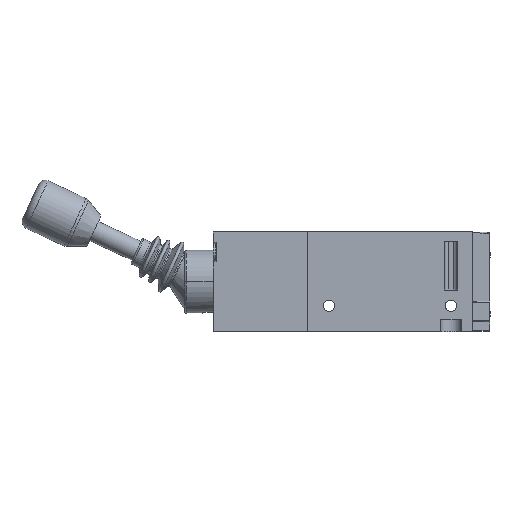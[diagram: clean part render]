
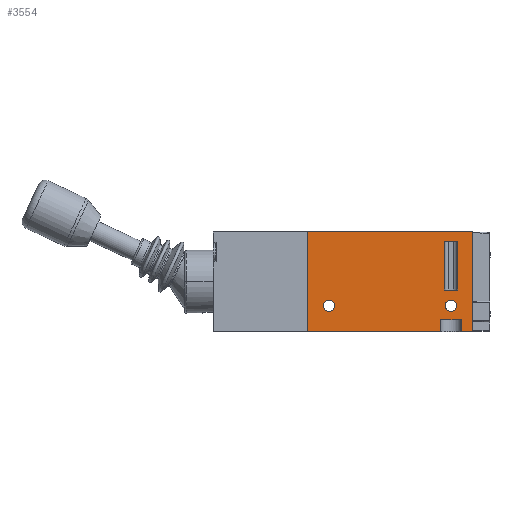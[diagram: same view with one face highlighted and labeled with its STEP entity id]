
A CAD part, left-side view. The second image highlights one B-rep face of the part: STEP entity #3554.
In plain terms, the highlighted face is planar.
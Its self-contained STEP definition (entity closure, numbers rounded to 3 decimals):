
#98 = AXIS2_PLACEMENT_3D ( 'NONE', #1146, #1147, #1148 ) ;
#1145 = PLANE ( 'NONE',  #98 ) ;
#1146 = CARTESIAN_POINT ( 'NONE',  ( 9.2, -14.35, 24.2 ) ) ;
#1147 = DIRECTION ( 'NONE',  ( -1., 0., 0. ) ) ;
#1148 = DIRECTION ( 'NONE',  ( 0., 0., 1. ) ) ;
#1851 = CARTESIAN_POINT ( 'NONE',  ( 9.2, 10.85, 14.5 ) ) ;
#1852 = CARTESIAN_POINT ( 'NONE',  ( 9.2, 2.35, 19.5 ) ) ;
#1853 = CARTESIAN_POINT ( 'NONE',  ( 9.2, 10.85, 20.5 ) ) ;
#1854 = CARTESIAN_POINT ( 'NONE',  ( 9.2, -11.65, 19.5 ) ) ;
#1855 = CARTESIAN_POINT ( 'NONE',  ( 9.2, -11.65, 15.5 ) ) ;
#1857 = CARTESIAN_POINT ( 'NONE',  ( 9.2, 2.35, 15.5 ) ) ;
#1861 = CARTESIAN_POINT ( 'NONE',  ( 9.2, 6.9, -19.15 ) ) ;
#1876 = CARTESIAN_POINT ( 'NONE',  ( 9.2, 6.9, -15.85 ) ) ;
#1979 = CARTESIAN_POINT ( 'NONE',  ( 9.2, 6.9, 15.85 ) ) ;
#2078 = CARTESIAN_POINT ( 'NONE',  ( 9.2, 6.9, 19.15 ) ) ;
#2148 = CARTESIAN_POINT ( 'NONE',  ( 9.2, -14.35, -23.7 ) ) ;
#2232 = CARTESIAN_POINT ( 'NONE',  ( 9.2, -14.35, 23.7 ) ) ;
#3554 = ADVANCED_FACE ( 'NONE', ( #29900, #29902, #29904, #29906 ), #1145, .F. ) ;
#5658 = AXIS2_PLACEMENT_3D ( 'NONE', #18991, #18992, #18993 ) ;
#5659 = AXIS2_PLACEMENT_3D ( 'NONE', #18994, #18995, #18996 ) ;
#6525 = AXIS2_PLACEMENT_3D ( 'NONE', #24794, #24795, #24796 ) ;
#6533 = AXIS2_PLACEMENT_3D ( 'NONE', #24816, #24817, #24818 ) ;
#7358 = VERTEX_POINT ( 'NONE', #1851 ) ;
#7359 = VERTEX_POINT ( 'NONE', #1852 ) ;
#7360 = VERTEX_POINT ( 'NONE', #1853 ) ;
#7361 = VERTEX_POINT ( 'NONE', #1854 ) ;
#7362 = VERTEX_POINT ( 'NONE', #1855 ) ;
#7364 = VERTEX_POINT ( 'NONE', #1857 ) ;
#7368 = VERTEX_POINT ( 'NONE', #1861 ) ;
#7383 = VERTEX_POINT ( 'NONE', #1876 ) ;
#7479 = VERTEX_POINT ( 'NONE', #1979 ) ;
#7533 = VERTEX_POINT ( 'NONE', #2078 ) ;
#7571 = VERTEX_POINT ( 'NONE', #2148 ) ;
#7617 = VERTEX_POINT ( 'NONE', #2232 ) ;
#7697 = VERTEX_POINT ( 'NONE', #17665 ) ;
#7698 = VERTEX_POINT ( 'NONE', #17666 ) ;
#7705 = VERTEX_POINT ( 'NONE', #17673 ) ;
#7706 = VERTEX_POINT ( 'NONE', #17674 ) ;
#12984 = CIRCLE ( 'NONE', #6525, 1.65 ) ;
#12994 = CIRCLE ( 'NONE', #6533, 1.65 ) ;
#14659 = EDGE_CURVE ( 'NONE', #7617, #7571, #30759, .T. ) ;
#14711 = EDGE_CURVE ( 'NONE', #7698, #7706, #30920, .T. ) ;
#14715 = EDGE_CURVE ( 'NONE', #7697, #7705, #30935, .T. ) ;
#14728 = EDGE_CURVE ( 'NONE', #7368, #7383, #30986, .T. ) ;
#14729 = EDGE_CURVE ( 'NONE', #7479, #7533, #30990, .T. ) ;
#14730 = EDGE_CURVE ( 'NONE', #7364, #7359, #30988, .T. ) ;
#14731 = EDGE_CURVE ( 'NONE', #7364, #7362, #30994, .T. ) ;
#14732 = EDGE_CURVE ( 'NONE', #7362, #7361, #30998, .T. ) ;
#14733 = EDGE_CURVE ( 'NONE', #7359, #7361, #31002, .T. ) ;
#14734 = EDGE_CURVE ( 'NONE', #7705, #7571, #31006, .T. ) ;
#14735 = EDGE_CURVE ( 'NONE', #7358, #7697, #31010, .T. ) ;
#14736 = EDGE_CURVE ( 'NONE', #7360, #7358, #31014, .T. ) ;
#14737 = EDGE_CURVE ( 'NONE', #7360, #7706, #31018, .T. ) ;
#14738 = EDGE_CURVE ( 'NONE', #7617, #7698, #31022, .T. ) ;
#16412 = ORIENTED_EDGE ( 'NONE', *, *, #14728, .F. ) ;
#16413 = ORIENTED_EDGE ( 'NONE', *, *, #26104, .F. ) ;
#16414 = ORIENTED_EDGE ( 'NONE', *, *, #14729, .F. ) ;
#16415 = ORIENTED_EDGE ( 'NONE', *, *, #26123, .F. ) ;
#16416 = ORIENTED_EDGE ( 'NONE', *, *, #14730, .F. ) ;
#16417 = ORIENTED_EDGE ( 'NONE', *, *, #14731, .T. ) ;
#16418 = ORIENTED_EDGE ( 'NONE', *, *, #14732, .T. ) ;
#17665 = CARTESIAN_POINT ( 'NONE',  ( 9.2, 14.35, 14.5 ) ) ;
#17666 = CARTESIAN_POINT ( 'NONE',  ( 9.2, 14.35, 23.7 ) ) ;
#17673 = CARTESIAN_POINT ( 'NONE',  ( 9.2, 14.35, -23.7 ) ) ;
#17674 = CARTESIAN_POINT ( 'NONE',  ( 9.2, 14.35, 20.5 ) ) ;
#18691 = CARTESIAN_POINT ( 'NONE',  ( 9.2, -14.35, 24.2 ) ) ;
#18692 = DIRECTION ( 'NONE',  ( 0., 0., -1. ) ) ;
#18953 = CARTESIAN_POINT ( 'NONE',  ( 9.2, 14.35, 24.2 ) ) ;
#18954 = DIRECTION ( 'NONE',  ( 0., 0., -1. ) ) ;
#18962 = CARTESIAN_POINT ( 'NONE',  ( 9.2, 14.35, 24.2 ) ) ;
#18963 = DIRECTION ( 'NONE',  ( 0., 0., -1. ) ) ;
#18991 = CARTESIAN_POINT ( 'NONE',  ( 9.2, 6.9, -17.5 ) ) ;
#18992 = DIRECTION ( 'NONE',  ( 1., 0., 0. ) ) ;
#18993 = DIRECTION ( 'NONE',  ( 0., 0., -1. ) ) ;
#18994 = CARTESIAN_POINT ( 'NONE',  ( 9.2, 6.9, 17.5 ) ) ;
#18995 = DIRECTION ( 'NONE',  ( 1., 0., 0. ) ) ;
#18996 = DIRECTION ( 'NONE',  ( 0., 0., -1. ) ) ;
#18997 = CARTESIAN_POINT ( 'NONE',  ( 9.2, 2.35, 19.5 ) ) ;
#18998 = DIRECTION ( 'NONE',  ( 0., 0., 1. ) ) ;
#18999 = CARTESIAN_POINT ( 'NONE',  ( 9.2, 2.35, 15.5 ) ) ;
#19000 = DIRECTION ( 'NONE',  ( 0., -1., 0. ) ) ;
#19001 = CARTESIAN_POINT ( 'NONE',  ( 9.2, -11.65, 19.5 ) ) ;
#19002 = DIRECTION ( 'NONE',  ( 0., 0., 1. ) ) ;
#19003 = CARTESIAN_POINT ( 'NONE',  ( 9.2, 2.35, 19.5 ) ) ;
#19004 = DIRECTION ( 'NONE',  ( 0., -1., 0. ) ) ;
#19005 = CARTESIAN_POINT ( 'NONE',  ( 9.2, -14.35, -23.7 ) ) ;
#19006 = DIRECTION ( 'NONE',  ( 0., -1., 0. ) ) ;
#19007 = CARTESIAN_POINT ( 'NONE',  ( 9.2, 10.85, 14.5 ) ) ;
#19008 = DIRECTION ( 'NONE',  ( 0., 1., 0. ) ) ;
#19009 = CARTESIAN_POINT ( 'NONE',  ( 9.2, 10.85, 20.5 ) ) ;
#19010 = DIRECTION ( 'NONE',  ( 0., 0., -1. ) ) ;
#19011 = CARTESIAN_POINT ( 'NONE',  ( 9.2, 10.85, 20.5 ) ) ;
#19012 = DIRECTION ( 'NONE',  ( 0., 1., 0. ) ) ;
#19013 = CARTESIAN_POINT ( 'NONE',  ( 9.2, -14.35, 23.7 ) ) ;
#19014 = DIRECTION ( 'NONE',  ( 0., 1., 0. ) ) ;
#24794 = CARTESIAN_POINT ( 'NONE',  ( 9.2, 6.9, -17.5 ) ) ;
#24795 = DIRECTION ( 'NONE',  ( 1., 0., 0. ) ) ;
#24796 = DIRECTION ( 'NONE',  ( 0., 0., -1. ) ) ;
#24816 = CARTESIAN_POINT ( 'NONE',  ( 9.2, 6.9, 17.5 ) ) ;
#24817 = DIRECTION ( 'NONE',  ( 1., 0., 0. ) ) ;
#24818 = DIRECTION ( 'NONE',  ( 0., 0., -1. ) ) ;
#26104 = EDGE_CURVE ( 'NONE', #7383, #7368, #12984, .T. ) ;
#26123 = EDGE_CURVE ( 'NONE', #7533, #7479, #12994, .T. ) ;
#28830 = EDGE_LOOP ( 'NONE', ( #29103, #29104, #29105, #29106, #29107, #29108, #29109, #29110 ) ) ;
#29000 = EDGE_LOOP ( 'NONE', ( #16414, #16415 ) ) ;
#29002 = EDGE_LOOP ( 'NONE', ( #16416, #16417, #16418, #29102 ) ) ;
#29097 = EDGE_LOOP ( 'NONE', ( #16412, #16413 ) ) ;
#29102 = ORIENTED_EDGE ( 'NONE', *, *, #14733, .F. ) ;
#29103 = ORIENTED_EDGE ( 'NONE', *, *, #14734, .F. ) ;
#29104 = ORIENTED_EDGE ( 'NONE', *, *, #14715, .F. ) ;
#29105 = ORIENTED_EDGE ( 'NONE', *, *, #14735, .F. ) ;
#29106 = ORIENTED_EDGE ( 'NONE', *, *, #14736, .F. ) ;
#29107 = ORIENTED_EDGE ( 'NONE', *, *, #14737, .T. ) ;
#29108 = ORIENTED_EDGE ( 'NONE', *, *, #14711, .F. ) ;
#29109 = ORIENTED_EDGE ( 'NONE', *, *, #14738, .F. ) ;
#29110 = ORIENTED_EDGE ( 'NONE', *, *, #14659, .T. ) ;
#29900 = FACE_BOUND ( 'NONE', #29097, .T. ) ;
#29902 = FACE_BOUND ( 'NONE', #29000, .T. ) ;
#29904 = FACE_BOUND ( 'NONE', #29002, .T. ) ;
#29906 = FACE_OUTER_BOUND ( 'NONE', #28830, .T. ) ;
#30759 = LINE ( 'NONE', #18691, #30761 ) ;
#30761 = VECTOR ( 'NONE', #18692, 1000. ) ;
#30920 = LINE ( 'NONE', #18953, #30922 ) ;
#30922 = VECTOR ( 'NONE', #18954, 1000. ) ;
#30935 = LINE ( 'NONE', #18962, #30937 ) ;
#30937 = VECTOR ( 'NONE', #18963, 1000. ) ;
#30986 = CIRCLE ( 'NONE', #5658, 1.65 ) ;
#30988 = LINE ( 'NONE', #18997, #30992 ) ;
#30990 = CIRCLE ( 'NONE', #5659, 1.65 ) ;
#30992 = VECTOR ( 'NONE', #18998, 1000. ) ;
#30994 = LINE ( 'NONE', #18999, #30996 ) ;
#30996 = VECTOR ( 'NONE', #19000, 1000. ) ;
#30998 = LINE ( 'NONE', #19001, #31000 ) ;
#31000 = VECTOR ( 'NONE', #19002, 1000. ) ;
#31002 = LINE ( 'NONE', #19003, #31004 ) ;
#31004 = VECTOR ( 'NONE', #19004, 1000. ) ;
#31006 = LINE ( 'NONE', #19005, #31008 ) ;
#31008 = VECTOR ( 'NONE', #19006, 1000. ) ;
#31010 = LINE ( 'NONE', #19007, #31012 ) ;
#31012 = VECTOR ( 'NONE', #19008, 1000. ) ;
#31014 = LINE ( 'NONE', #19009, #31016 ) ;
#31016 = VECTOR ( 'NONE', #19010, 1000. ) ;
#31018 = LINE ( 'NONE', #19011, #31020 ) ;
#31020 = VECTOR ( 'NONE', #19012, 1000. ) ;
#31022 = LINE ( 'NONE', #19013, #31024 ) ;
#31024 = VECTOR ( 'NONE', #19014, 1000. ) ;
